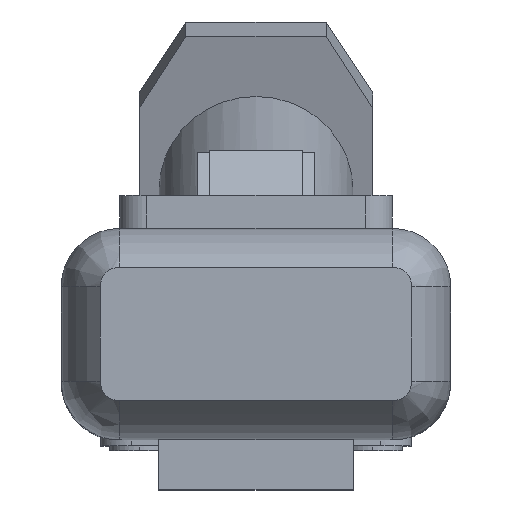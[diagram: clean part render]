
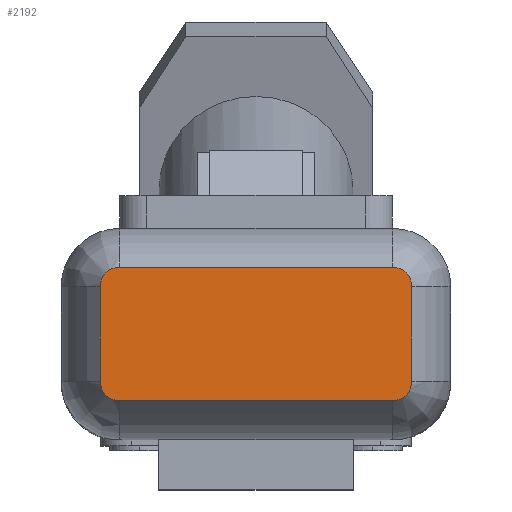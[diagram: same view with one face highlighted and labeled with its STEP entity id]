
A CAD part, top view. The second image highlights one B-rep face of the part: STEP entity #2192.
In plain terms, the highlighted planar face has unit normal (0, 0, 1).
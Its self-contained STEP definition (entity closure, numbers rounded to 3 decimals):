
#1385=CARTESIAN_POINT('POINT108',(32.2,-15.775,
   0.));
#1386=VERTEX_POINT('VERTEX108',#1385);
#1394=CARTESIAN_POINT('POINT109',(-32.2,-15.775,
   0.));
#1395=VERTEX_POINT('VERTEX109',#1394);
#1396=CARTESIAN_POINT('POS157',(32.2,-15.775,
   0.));
#1397=DIRECTION('DIR242',(-1.,0.,0.));
#1398=VECTOR('VEC72',#1397,25.4);
#1399=LINE('STRAIGHT72',#1396,#1398);
#1400=EDGE_CURVE('EDGE136',#1386,#1395,#1399,.T.);
#2126=CARTESIAN_POINT('POINT146',(-36.8,-11.175,
   0.));
#2127=VERTEX_POINT('VERTEX146',#2126);
#2128=CARTESIAN_POINT('POS237',(-32.2,-11.175,
   0.));
#2129=DIRECTION('DIR361',(0.,0.,-1.));
#2130=DIRECTION('DIR362',(0.,-1.,0.));
#2131=AXIS2_PLACEMENT_3D('AXIS125',#2128,#2129,#2130);
#2132=CIRCLE('ELLIPSE61',#2131,4.6);
#2133=EDGE_CURVE('EDGE205',#1395,#2127,#2132,.T.);
#2134=ORIENTED_EDGE('COEDGE322',*,*,#2133,.F.);
#2135=ORIENTED_EDGE('COEDGE323',*,*,#1400,.F.);
#2136=CARTESIAN_POINT('POINT147',(36.8,-11.175,
   0.));
#2137=VERTEX_POINT('VERTEX147',#2136);
#2138=CARTESIAN_POINT('POS238',(32.2,-11.175,
   0.));
#2139=DIRECTION('DIR363',(0.,0.,-1.));
#2140=DIRECTION('DIR364',(1.,0.,0.));
#2141=AXIS2_PLACEMENT_3D('AXIS126',#2138,#2139,#2140);
#2142=CIRCLE('ELLIPSE62',#2141,4.6);
#2143=EDGE_CURVE('EDGE206',#2137,#1386,#2142,.T.);
#2144=ORIENTED_EDGE('COEDGE324',*,*,#2143,.F.);
#2145=CARTESIAN_POINT('POINT148',(36.8,11.175,
   0.));
#2146=VERTEX_POINT('VERTEX148',#2145);
#2147=CARTESIAN_POINT('POS239',(36.8,11.175,
   0.));
#2148=DIRECTION('DIR365',(0.,-1.,0.));
#2149=VECTOR('VEC113',#2148,25.4);
#2150=LINE('STRAIGHT113',#2147,#2149);
#2151=EDGE_CURVE('EDGE207',#2146,#2137,#2150,.T.);
#2152=ORIENTED_EDGE('COEDGE325',*,*,#2151,.F.);
#2153=CARTESIAN_POINT('POINT149',(32.2,15.775,
   0.));
#2154=VERTEX_POINT('VERTEX149',#2153);
#2155=CARTESIAN_POINT('POS240',(32.2,11.175,
   0.));
#2156=DIRECTION('DIR366',(0.,0.,-1.));
#2157=DIRECTION('DIR367',(0.,1.,0.));
#2158=AXIS2_PLACEMENT_3D('AXIS127',#2155,#2156,#2157);
#2159=CIRCLE('ELLIPSE63',#2158,4.6);
#2160=EDGE_CURVE('EDGE208',#2154,#2146,#2159,.T.);
#2161=ORIENTED_EDGE('COEDGE326',*,*,#2160,.F.);
#2162=CARTESIAN_POINT('POINT150',(-32.2,15.775,
   0.));
#2163=VERTEX_POINT('VERTEX150',#2162);
#2164=CARTESIAN_POINT('POS241',(-32.2,15.775,
   0.));
#2165=DIRECTION('DIR368',(1.,0.,0.));
#2166=VECTOR('VEC114',#2165,25.4);
#2167=LINE('STRAIGHT114',#2164,#2166);
#2168=EDGE_CURVE('EDGE209',#2163,#2154,#2167,.T.);
#2169=ORIENTED_EDGE('COEDGE327',*,*,#2168,.F.);
#2170=CARTESIAN_POINT('POINT151',(-36.8,11.175,
   0.));
#2171=VERTEX_POINT('VERTEX151',#2170);
#2172=CARTESIAN_POINT('POS242',(-32.2,11.175,
   0.));
#2173=DIRECTION('DIR369',(0.,0.,-1.));
#2174=DIRECTION('DIR370',(-1.,0.,0.));
#2175=AXIS2_PLACEMENT_3D('AXIS128',#2172,#2173,#2174);
#2176=CIRCLE('ELLIPSE64',#2175,4.6);
#2177=EDGE_CURVE('EDGE210',#2171,#2163,#2176,.T.);
#2178=ORIENTED_EDGE('COEDGE328',*,*,#2177,.F.);
#2179=CARTESIAN_POINT('POS243',(-36.8,-11.175,
   0.));
#2180=DIRECTION('DIR371',(0.,1.,
   0.));
#2181=VECTOR('VEC115',#2180,25.4);
#2182=LINE('STRAIGHT115',#2179,#2181);
#2183=EDGE_CURVE('EDGE211',#2127,#2171,#2182,.T.);
#2184=ORIENTED_EDGE('COEDGE329',*,*,#2183,.F.);
#2185=EDGE_LOOP('NONE',(#2134,#2135,#2144,#2152,#2161,#2169,#2178,#2184)
   );
#2186=FACE_BOUND('LOOP1',#2185,.T.);
#2187=CARTESIAN_POINT('POS244',(-32.2,-13.475,
   0.));
#2188=DIRECTION('DIR372',(0.,0.,1.));
#2189=DIRECTION('DIR373',(1.,0.,0.));
#2190=AXIS2_PLACEMENT_3D('AXIS129',#2187,#2188,#2189);
#2191=PLANE('PLANE39',#2190);
#2192=ADVANCED_FACE('FACE81',(#2186),#2191,.T.);
